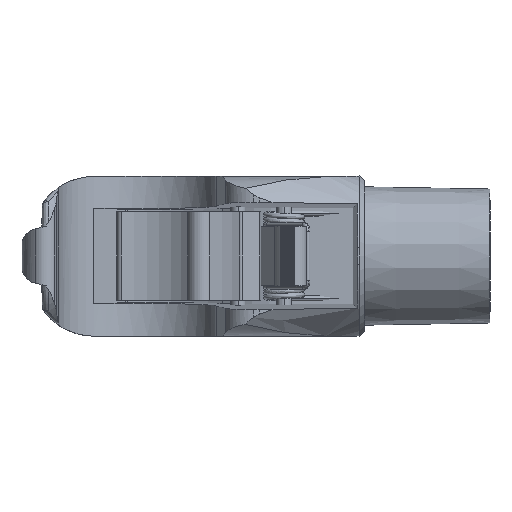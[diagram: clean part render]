
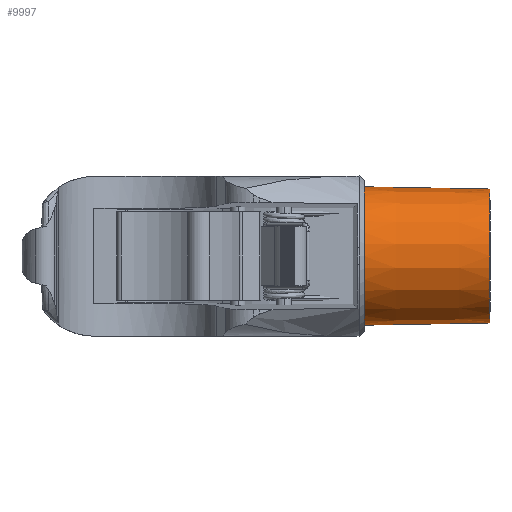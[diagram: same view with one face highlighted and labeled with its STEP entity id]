
A CAD part, front view. The second image highlights one B-rep face of the part: STEP entity #9997.
In plain terms, the highlighted conical face has half-angle 1 degrees and reference radius 22 mm.
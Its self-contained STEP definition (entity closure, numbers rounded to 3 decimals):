
#902 = ORIENTED_EDGE ( 'NONE', *, *, #15607, .T. ) ;
#1428 = ORIENTED_EDGE ( 'NONE', *, *, #4685, .F. ) ;
#1717 = CONICAL_SURFACE ( 'NONE', #2592, 22., 0.017 ) ;
#1719 = ORIENTED_EDGE ( 'NONE', *, *, #12669, .F. ) ;
#2040 = AXIS2_PLACEMENT_3D ( 'NONE', #3630, #6342, #2246 ) ;
#2203 = CARTESIAN_POINT ( 'NONE',  ( 963.333, 455.737, 0. ) ) ;
#2246 = DIRECTION ( 'NONE',  ( 0., 0., -1. ) ) ;
#2592 = AXIS2_PLACEMENT_3D ( 'NONE', #16915, #8855, #11534 ) ;
#3630 = CARTESIAN_POINT ( 'NONE',  ( 923.333, 455.737, 0. ) ) ;
#4685 = EDGE_CURVE ( 'NONE', #16208, #10399, #9442, .T. ) ;
#5088 = CARTESIAN_POINT ( 'NONE',  ( 963.333, 455.737, 21.302 ) ) ;
#5684 = EDGE_LOOP ( 'NONE', ( #1719, #1428, #902, #14253 ) ) ;
#5825 = AXIS2_PLACEMENT_3D ( 'NONE', #2203, #17579, #9290 ) ;
#6342 = DIRECTION ( 'NONE',  ( 1., 0., 0. ) ) ;
#6686 = CARTESIAN_POINT ( 'NONE',  ( 963.333, 455.737, -21.302 ) ) ;
#6786 = VERTEX_POINT ( 'NONE', #14446 ) ;
#8073 = CARTESIAN_POINT ( 'NONE',  ( 923.333, 455.737, -22. ) ) ;
#8384 = VECTOR ( 'NONE', #17872, 1000. ) ;
#8855 = DIRECTION ( 'NONE',  ( -1., 0., 0. ) ) ;
#9290 = DIRECTION ( 'NONE',  ( 0., 0., -1. ) ) ;
#9442 = CIRCLE ( 'NONE', #5825, 21.302 ) ;
#9997 = ADVANCED_FACE ( 'NONE', ( #17478 ), #1717, .T. ) ;
#10399 = VERTEX_POINT ( 'NONE', #6686 ) ;
#10435 = VERTEX_POINT ( 'NONE', #15177 ) ;
#10483 = LINE ( 'NONE', #15151, #15874 ) ;
#11433 = LINE ( 'NONE', #8073, #8384 ) ;
#11534 = DIRECTION ( 'NONE',  ( 0., 0., 1. ) ) ;
#12018 = EDGE_CURVE ( 'NONE', #6786, #10435, #14244, .T. ) ;
#12669 = EDGE_CURVE ( 'NONE', #10399, #10435, #11433, .T. ) ;
#14244 = CIRCLE ( 'NONE', #2040, 22. ) ;
#14253 = ORIENTED_EDGE ( 'NONE', *, *, #12018, .T. ) ;
#14446 = CARTESIAN_POINT ( 'NONE',  ( 923.333, 455.737, 22. ) ) ;
#14969 = DIRECTION ( 'NONE',  ( -1., 0., 0.017 ) ) ;
#15151 = CARTESIAN_POINT ( 'NONE',  ( 923.333, 455.737, 22. ) ) ;
#15177 = CARTESIAN_POINT ( 'NONE',  ( 923.333, 455.737, -22. ) ) ;
#15607 = EDGE_CURVE ( 'NONE', #16208, #6786, #10483, .T. ) ;
#15874 = VECTOR ( 'NONE', #14969, 1000. ) ;
#16208 = VERTEX_POINT ( 'NONE', #5088 ) ;
#16915 = CARTESIAN_POINT ( 'NONE',  ( 923.333, 455.737, 0. ) ) ;
#17478 = FACE_OUTER_BOUND ( 'NONE', #5684, .T. ) ;
#17579 = DIRECTION ( 'NONE',  ( 1., 0., 0. ) ) ;
#17872 = DIRECTION ( 'NONE',  ( -1., 0., -0.017 ) ) ;
